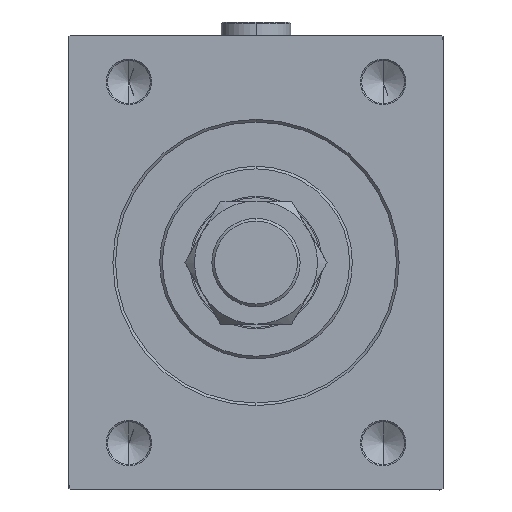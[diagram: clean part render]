
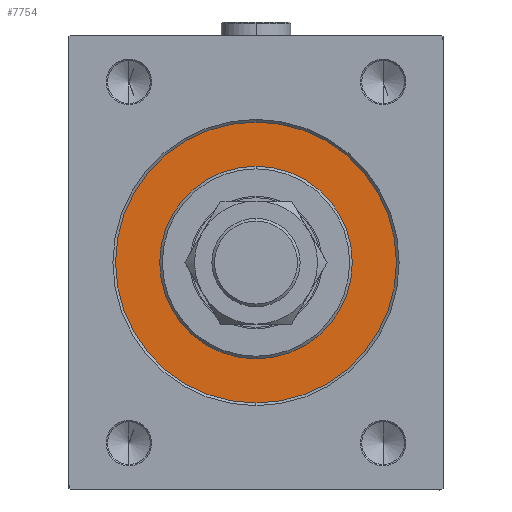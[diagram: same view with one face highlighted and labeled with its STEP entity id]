
A CAD part, left-side view. The second image highlights one B-rep face of the part: STEP entity #7754.
In plain terms, the highlighted face is planar.
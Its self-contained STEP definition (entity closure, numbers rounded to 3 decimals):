
#249 = VERTEX_POINT ( 'NONE', #38306 ) ;
#413 = ORIENTED_EDGE ( 'NONE', *, *, #47372, .F. ) ;
#2120 = DIRECTION ( 'NONE',  ( 1., 0., 0. ) ) ;
#2137 = EDGE_CURVE ( 'NONE', #21567, #42387, #12682, .T. ) ;
#4433 = DIRECTION ( 'NONE',  ( 0., 0., 1. ) ) ;
#5800 = PLANE ( 'NONE',  #32766 ) ;
#7754 = ADVANCED_FACE ( 'NONE', ( #9145, #38642 ), #5800, .F. ) ;
#9069 = DIRECTION ( 'NONE',  ( 0., 0., 1. ) ) ;
#9145 = FACE_BOUND ( 'NONE', #38210, .T. ) ;
#10982 = DIRECTION ( 'NONE',  ( 0., 0., -1. ) ) ;
#11465 = DIRECTION ( 'NONE',  ( 1., 0., 0. ) ) ;
#12682 = CIRCLE ( 'NONE', #39487, 52.5 ) ;
#13156 = ORIENTED_EDGE ( 'NONE', *, *, #24094, .F. ) ;
#13810 = CIRCLE ( 'NONE', #15345, 36. ) ;
#15345 = AXIS2_PLACEMENT_3D ( 'NONE', #22023, #11465, #10982 ) ;
#20563 = CARTESIAN_POINT ( 'NONE',  ( 0., 0., 0. ) ) ;
#21567 = VERTEX_POINT ( 'NONE', #32603 ) ;
#22023 = CARTESIAN_POINT ( 'NONE',  ( 0., 0., 0. ) ) ;
#22571 = AXIS2_PLACEMENT_3D ( 'NONE', #40629, #34809, #4433 ) ;
#22615 = ORIENTED_EDGE ( 'NONE', *, *, #2137, .F. ) ;
#23768 = DIRECTION ( 'NONE',  ( 0., 0., 1. ) ) ;
#24094 = EDGE_CURVE ( 'NONE', #249, #29293, #43180, .T. ) ;
#28876 = EDGE_LOOP ( 'NONE', ( #33735, #22615 ) ) ;
#29293 = VERTEX_POINT ( 'NONE', #32318 ) ;
#29611 = EDGE_CURVE ( 'NONE', #42387, #21567, #38667, .T. ) ;
#32318 = CARTESIAN_POINT ( 'NONE',  ( 0., 0., -36. ) ) ;
#32603 = CARTESIAN_POINT ( 'NONE',  ( 0., 0., 52.5 ) ) ;
#32766 = AXIS2_PLACEMENT_3D ( 'NONE', #35054, #45818, #23768 ) ;
#32969 = CARTESIAN_POINT ( 'NONE',  ( 0., 0., -52.5 ) ) ;
#33735 = ORIENTED_EDGE ( 'NONE', *, *, #29611, .F. ) ;
#34496 = DIRECTION ( 'NONE',  ( 0., 0., -1. ) ) ;
#34732 = CARTESIAN_POINT ( 'NONE',  ( 0., 0., 0. ) ) ;
#34809 = DIRECTION ( 'NONE',  ( -1., 0., 0. ) ) ;
#34972 = DIRECTION ( 'NONE',  ( -1., 0., 0. ) ) ;
#35054 = CARTESIAN_POINT ( 'NONE',  ( 0., 0., 0. ) ) ;
#38210 = EDGE_LOOP ( 'NONE', ( #13156, #413 ) ) ;
#38306 = CARTESIAN_POINT ( 'NONE',  ( 0., 0., 36. ) ) ;
#38642 = FACE_OUTER_BOUND ( 'NONE', #28876, .T. ) ;
#38667 = CIRCLE ( 'NONE', #22571, 52.5 ) ;
#39487 = AXIS2_PLACEMENT_3D ( 'NONE', #34732, #34972, #9069 ) ;
#40629 = CARTESIAN_POINT ( 'NONE',  ( 0., 0., 0. ) ) ;
#40785 = AXIS2_PLACEMENT_3D ( 'NONE', #20563, #2120, #34496 ) ;
#42387 = VERTEX_POINT ( 'NONE', #32969 ) ;
#43180 = CIRCLE ( 'NONE', #40785, 36. ) ;
#45818 = DIRECTION ( 'NONE',  ( -1., 0., 0. ) ) ;
#47372 = EDGE_CURVE ( 'NONE', #29293, #249, #13810, .T. ) ;
